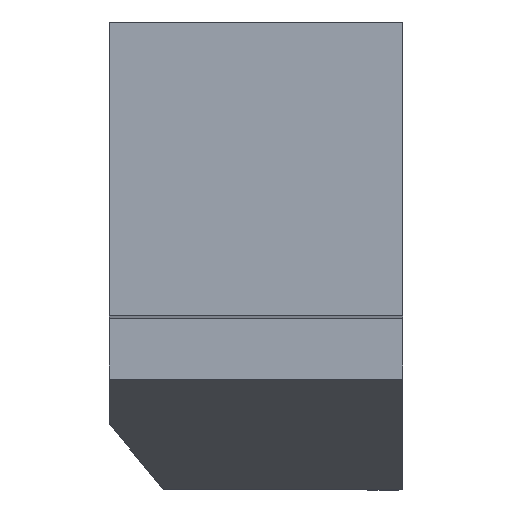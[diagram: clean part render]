
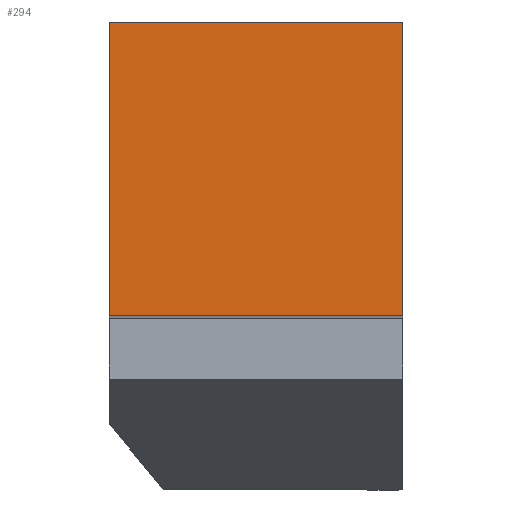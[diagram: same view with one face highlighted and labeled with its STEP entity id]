
A CAD part, top view. The second image highlights one B-rep face of the part: STEP entity #294.
In plain terms, the highlighted planar face has unit normal (0, 0, 1).
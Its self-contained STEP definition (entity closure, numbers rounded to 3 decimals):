
#294=ADVANCED_FACE('CU_BACK_SU1',(#429),#375,.F.);
#375=PLANE('',#1953);
#429=FACE_OUTER_BOUND('',#521,.T.);
#521=EDGE_LOOP('',(#732,#733,#734,#735));
#732=ORIENTED_EDGE('',*,*,#1378,.T.);
#733=ORIENTED_EDGE('',*,*,#1365,.F.);
#734=ORIENTED_EDGE('',*,*,#1351,.T.);
#735=ORIENTED_EDGE('',*,*,#1361,.T.);
#1160=VERTEX_POINT('',#2803);
#1161=VERTEX_POINT('',#2805);
#1168=VERTEX_POINT('',#2822);
#1170=VERTEX_POINT('',#2830);
#1351=EDGE_CURVE('',#1161,#1160,#1579,.T.);
#1361=EDGE_CURVE('',#1160,#1168,#1586,.T.);
#1365=EDGE_CURVE('',#1161,#1170,#1587,.T.);
#1378=EDGE_CURVE('',#1168,#1170,#1597,.T.);
#1579=LINE('',#2804,#1734);
#1586=LINE('',#2823,#1741);
#1587=LINE('',#2829,#1742);
#1597=LINE('',#2852,#1752);
#1734=VECTOR('',#2219,1.);
#1741=VECTOR('',#2234,1.);
#1742=VECTOR('',#2243,1.);
#1752=VECTOR('',#2263,1.);
#1953=AXIS2_PLACEMENT_3D('',#2854,#2266,#2267);
#2219=DIRECTION('',(-1.,0.,0.));
#2234=DIRECTION('',(0.,-1.,0.));
#2243=DIRECTION('',(0.,-1.,0.));
#2263=DIRECTION('',(1.,0.,0.));
#2266=DIRECTION('',(0.,0.,-1.));
#2267=DIRECTION('',(1.,0.,0.));
#2803=CARTESIAN_POINT('',(0.,18.975,0.));
#2804=CARTESIAN_POINT('',(-6.449,18.975,0.));
#2805=CARTESIAN_POINT('',(18.975,18.975,0.));
#2822=CARTESIAN_POINT('',(0.,0.,0.));
#2823=CARTESIAN_POINT('',(0.,23.975,0.));
#2829=CARTESIAN_POINT('',(18.975,23.975,0.));
#2830=CARTESIAN_POINT('',(18.975,0.,0.));
#2852=CARTESIAN_POINT('',(-6.449,0.,0.));
#2854=CARTESIAN_POINT('',(-6.449,23.975,0.));
